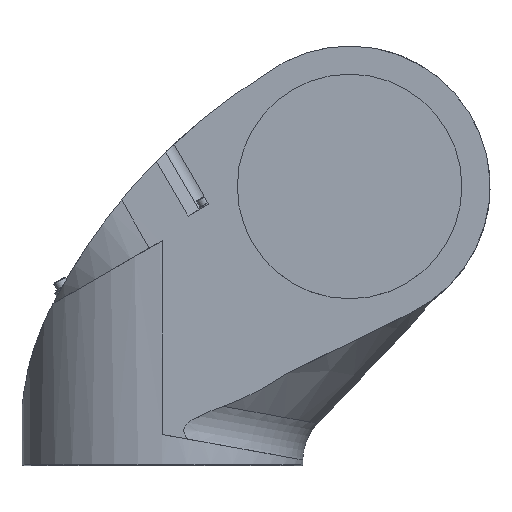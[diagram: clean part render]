
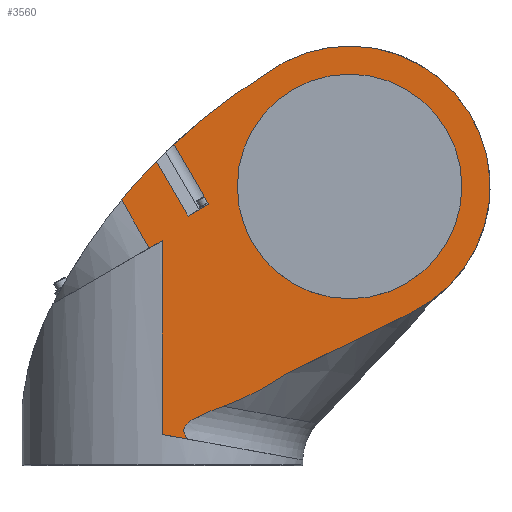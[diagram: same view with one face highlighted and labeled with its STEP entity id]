
A CAD part, top view. The second image highlights one B-rep face of the part: STEP entity #3560.
In plain terms, the highlighted planar face has unit normal (0, 0, 1).
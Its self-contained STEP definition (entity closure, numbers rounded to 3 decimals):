
#55=CARTESIAN_POINT('',(0.,120.133,75.));
#56=CARTESIAN_POINT('',(-0.204,120.014,75.));
#57=CARTESIAN_POINT('',(-0.613,119.779,75.003));
#58=CARTESIAN_POINT('',(-1.021,119.543,74.993));
#59=CARTESIAN_POINT('',(-1.225,119.425,74.993));
#64=DIRECTION('',(0.984,-0.177,0.));
#65=VECTOR('',#64,13.493);
#66=CARTESIAN_POINT('',(0.,16.508,75.));
#67=LINE('',#66,#65);
#131=CARTESIAN_POINT('',(100.,149.,75.));
#132=DIRECTION('',(0.,0.,1.));
#133=DIRECTION('',(1.,0.,0.));
#134=AXIS2_PLACEMENT_3D('',#131,#132,#133);
#139=CARTESIAN_POINT('',(100.,149.,75.));
#140=DIRECTION('',(0.,0.,1.));
#141=DIRECTION('',(-1.,0.,0.));
#142=AXIS2_PLACEMENT_3D('',#139,#140,#141);
#147=DIRECTION('',(0.866,0.5,0.));
#148=VECTOR('',#147,12.702);
#149=CARTESIAN_POINT('',(13.673,133.223,75.));
#150=LINE('',#149,#148);
#154=DIRECTION('',(-0.5,0.866,0.));
#155=VECTOR('',#154,36.97);
#156=CARTESIAN_POINT('',(24.673,139.574,75.));
#157=LINE('',#156,#155);
#161=CARTESIAN_POINT('',(220.71,-58.28,75.));
#162=DIRECTION('',(0.,0.,1.));
#163=DIRECTION('',(-0.529,0.849,0.));
#164=AXIS2_PLACEMENT_3D('',#161,#162,#163);
#169=DIRECTION('',(0.898,0.44,0.));
#170=VECTOR('',#169,73.497);
#171=CARTESIAN_POINT('',(66.985,49.316,75.));
#172=LINE('',#171,#170);
#176=DIRECTION('',(0.898,0.44,0.));
#177=VECTOR('',#176,10.598);
#178=CARTESIAN_POINT('',(15.897,24.294,75.));
#179=LINE('',#178,#177);
#183=DIRECTION('',(0.,1.,0.));
#184=VECTOR('',#183,103.625);
#185=CARTESIAN_POINT('',(0.,16.508,75.));
#186=LINE('',#185,#184);
#190=DIRECTION('',(0.866,0.5,-0.001));
#191=VECTOR('',#190,6.652);
#192=CARTESIAN_POINT('',(-6.986,116.099,75.));
#193=LINE('',#192,#191);
#197=DIRECTION('',(-0.5,0.866,0.));
#198=VECTOR('',#197,29.685);
#199=CARTESIAN_POINT('',(-6.986,116.099,75.));
#200=LINE('',#199,#198);
#204=CARTESIAN_POINT('',(220.71,-58.28,75.));
#205=DIRECTION('',(0.,0.,1.));
#206=DIRECTION('',(-0.712,0.702,0.));
#207=AXIS2_PLACEMENT_3D('',#204,#205,#206);
#212=DIRECTION('',(-0.5,0.866,0.));
#213=VECTOR('',#212,33.752);
#214=CARTESIAN_POINT('',(13.673,133.223,75.));
#215=LINE('',#214,#213);
#1420=CARTESIAN_POINT('',(32.415,31.541,75.));
#1421=CARTESIAN_POINT('',(31.543,31.248,75.));
#1422=CARTESIAN_POINT('',(29.862,30.662,75.));
#1423=CARTESIAN_POINT('',(27.542,29.801,75.));
#1424=CARTESIAN_POINT('',(26.105,29.235,75.));
#1425=CARTESIAN_POINT('',(25.415,28.955,75.));
#1474=CARTESIAN_POINT('',(15.897,24.294,75.));
#1475=CARTESIAN_POINT('',(15.381,23.963,75.));
#1476=CARTESIAN_POINT('',(14.418,23.297,75.));
#1477=CARTESIAN_POINT('',(13.193,22.248,75.));
#1478=CARTESIAN_POINT('',(12.235,21.125,75.));
#1479=CARTESIAN_POINT('',(11.617,19.875,75.));
#1480=CARTESIAN_POINT('',(11.443,18.627,75.));
#1481=CARTESIAN_POINT('',(11.616,17.417,75.));
#1482=CARTESIAN_POINT('',(12.034,16.252,75.));
#1483=CARTESIAN_POINT('',(12.61,15.146,75.));
#1484=CARTESIAN_POINT('',(13.05,14.457,75.));
#1485=CARTESIAN_POINT('',(13.28,14.118,75.));
#1490=CARTESIAN_POINT('',(32.415,31.541,75.));
#1491=CARTESIAN_POINT('',(35.777,32.671,75.));
#1492=CARTESIAN_POINT('',(42.824,35.481,75.));
#1493=CARTESIAN_POINT('',(54.238,41.338,75.));
#1494=CARTESIAN_POINT('',(62.619,46.46,75.));
#1495=CARTESIAN_POINT('',(66.985,49.316,75.));
#1717=CARTESIAN_POINT('',(100.,149.,75.));
#1718=DIRECTION('',(0.,0.,1.));
#1719=DIRECTION('',(0.44,-0.898,0.));
#1720=AXIS2_PLACEMENT_3D('',#1717,#1718,#1719);
#3054=VERTEX_POINT('',#55);
#3055=VERTEX_POINT('',#59);
#3056=CARTESIAN_POINT('',(132.99,81.645,75.));
#3057=CARTESIAN_POINT('',(54.469,208.598,75.));
#3058=VERTEX_POINT('',#3056);
#3059=VERTEX_POINT('',#3057);
#3060=CARTESIAN_POINT('',(-6.986,116.099,75.));
#3061=CARTESIAN_POINT('',(-21.828,141.808,75.));
#3062=VERTEX_POINT('',#3060);
#3063=VERTEX_POINT('',#3061);
#3086=CARTESIAN_POINT('',(0.,16.508,75.));
#3087=CARTESIAN_POINT('',(13.28,14.118,75.));
#3088=VERTEX_POINT('',#3086);
#3089=VERTEX_POINT('',#3087);
#3102=VERTEX_POINT('',#1420);
#3103=VERTEX_POINT('',#1425);
#3104=VERTEX_POINT('',#1474);
#3107=VERTEX_POINT('',#1495);
#3133=CARTESIAN_POINT('',(160.,149.,75.));
#3134=CARTESIAN_POINT('',(40.,149.,75.));
#3135=VERTEX_POINT('',#3133);
#3136=VERTEX_POINT('',#3134);
#3195=CARTESIAN_POINT('',(13.673,133.223,75.));
#3196=CARTESIAN_POINT('',(24.673,139.574,75.));
#3197=VERTEX_POINT('',#3195);
#3198=VERTEX_POINT('',#3196);
#3199=CARTESIAN_POINT('',(6.189,171.591,75.));
#3200=VERTEX_POINT('',#3199);
#3201=CARTESIAN_POINT('',(-3.203,162.453,75.));
#3202=VERTEX_POINT('',#3201);
#3518=CARTESIAN_POINT('',(0.,0.,75.));
#3519=DIRECTION('',(0.,0.,1.));
#3520=DIRECTION('',(1.,0.,0.));
#3521=AXIS2_PLACEMENT_3D('',#3518,#3519,#3520);
#3522=PLANE('',#3521);
#3524=ORIENTED_EDGE('',*,*,#3523,.T.);
#3526=ORIENTED_EDGE('',*,*,#3525,.T.);
#3528=ORIENTED_EDGE('',*,*,#3527,.F.);
#3530=ORIENTED_EDGE('',*,*,#3529,.F.);
#3532=ORIENTED_EDGE('',*,*,#3531,.F.);
#3534=ORIENTED_EDGE('',*,*,#3533,.F.);
#3536=ORIENTED_EDGE('',*,*,#3535,.T.);
#3538=ORIENTED_EDGE('',*,*,#3537,.F.);
#3540=ORIENTED_EDGE('',*,*,#3539,.T.);
#3541=ORIENTED_EDGE('',*,*,#3484,.F.);
#3542=ORIENTED_EDGE('',*,*,#3474,.T.);
#3543=ORIENTED_EDGE('',*,*,#3472,.T.);
#3545=ORIENTED_EDGE('',*,*,#3544,.F.);
#3547=ORIENTED_EDGE('',*,*,#3546,.T.);
#3549=ORIENTED_EDGE('',*,*,#3548,.F.);
#3551=ORIENTED_EDGE('',*,*,#3550,.F.);
#3552=EDGE_LOOP('',(#3524,#3526,#3528,#3530,#3532,#3534,#3536,#3538,#3540,#3541,
#3542,#3543,#3545,#3547,#3549,#3551));
#3553=FACE_OUTER_BOUND('',#3552,.F.);
#3555=ORIENTED_EDGE('',*,*,#3554,.T.);
#3557=ORIENTED_EDGE('',*,*,#3556,.T.);
#3558=EDGE_LOOP('',(#3555,#3557));
#3559=FACE_BOUND('',#3558,.F.);
#60=B_SPLINE_CURVE_WITH_KNOTS('',3,(#55,#56,#57,#58,#59),.UNSPECIFIED.,.F.,.F.,(
4,1,4),(0.,0.5,1.),.UNSPECIFIED.);
#135=CIRCLE('',#134,60.);
#143=CIRCLE('',#142,60.);
#165=CIRCLE('',#164,314.42);
#208=CIRCLE('',#207,314.42);
#1426=B_SPLINE_CURVE_WITH_KNOTS('',3,(#1420,#1421,#1422,#1423,#1424,#1425),
.UNSPECIFIED.,.F.,.F.,(4,1,1,4),(0.,0.333,0.667,1.),
.UNSPECIFIED.);
#1486=B_SPLINE_CURVE_WITH_KNOTS('',3,(#1474,#1475,#1476,#1477,#1478,#1479,#1480,
#1481,#1482,#1483,#1484,#1485),.UNSPECIFIED.,.F.,.F.,(4,1,1,1,1,1,1,1,1,4),
(0.,0.111,0.222,0.333,0.444,
0.556,0.667,0.778,0.889,1.),
.UNSPECIFIED.);
#1496=B_SPLINE_CURVE_WITH_KNOTS('',3,(#1490,#1491,#1492,#1493,#1494,#1495),
.UNSPECIFIED.,.F.,.F.,(4,1,1,4),(0.,0.333,0.667,1.),
.UNSPECIFIED.);
#1721=CIRCLE('',#1720,75.);
#3472=EDGE_CURVE('',#3054,#3055,#60,.T.);
#3474=EDGE_CURVE('',#3088,#3054,#186,.T.);
#3484=EDGE_CURVE('',#3088,#3089,#67,.T.);
#3523=EDGE_CURVE('',#3197,#3198,#150,.T.);
#3525=EDGE_CURVE('',#3198,#3200,#157,.T.);
#3527=EDGE_CURVE('',#3059,#3200,#165,.T.);
#3529=EDGE_CURVE('',#3058,#3059,#1721,.T.);
#3531=EDGE_CURVE('',#3107,#3058,#172,.T.);
#3533=EDGE_CURVE('',#3102,#3107,#1496,.T.);
#3535=EDGE_CURVE('',#3102,#3103,#1426,.T.);
#3537=EDGE_CURVE('',#3104,#3103,#179,.T.);
#3539=EDGE_CURVE('',#3104,#3089,#1486,.T.);
#3544=EDGE_CURVE('',#3062,#3055,#193,.T.);
#3546=EDGE_CURVE('',#3062,#3063,#200,.T.);
#3548=EDGE_CURVE('',#3202,#3063,#208,.T.);
#3550=EDGE_CURVE('',#3197,#3202,#215,.T.);
#3554=EDGE_CURVE('',#3135,#3136,#135,.T.);
#3556=EDGE_CURVE('',#3136,#3135,#143,.T.);
#3560=ADVANCED_FACE('',(#3553,#3559),#3522,.T.);
